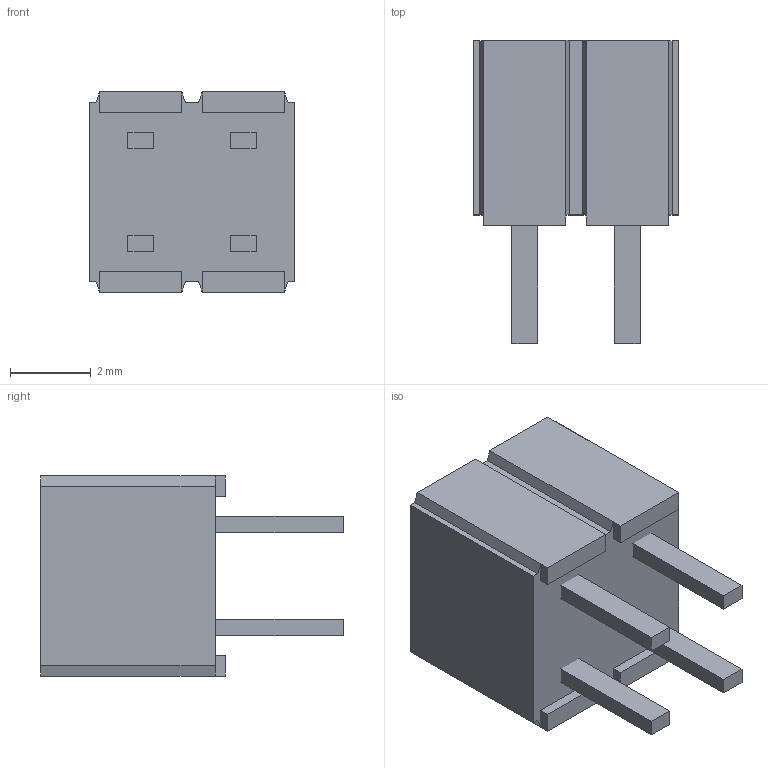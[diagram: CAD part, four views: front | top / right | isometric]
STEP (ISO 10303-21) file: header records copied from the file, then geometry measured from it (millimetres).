
FILE_DESCRIPTION( ( 'STEP AP203' ), '1' );
FILE_NAME( 'SLW-102-01-G-D.stp', '2019-07-13T19:54:23', ( '' ), ( '' ), ' ', 'PARTsolutions', ' ' );
FILE_SCHEMA( ( 'CONFIG_CONTROL_DESIGN' ) );
Length unit declared in the file: inch
Products named in the file (3): SLW-102-01-G-D; _SLW-102-01-D_socket; _C-28-01-02-D
Assembly tree (2 placements, depth 2):
  SLW-102-01-G-D
    _SLW-102-01-D_socket
    _C-28-01-02-D
Bounding box: 5.08 x 7.49 x 4.95 mm (x, y, z)
Volume: 152.6 mm3; surface area: 352.3 mm2
Topology: 2 solids, 2 shells, 104 faces, 256 edges, 168 vertices
Faces by surface type: plane 104
Entity records: 3104 total; most frequent: CARTESIAN_POINT 531, ORIENTED_EDGE 512, DIRECTION 470, EDGE_CURVE 256, LINE 256, VECTOR 256, VERTEX_POINT 168, EDGE_LOOP 116
